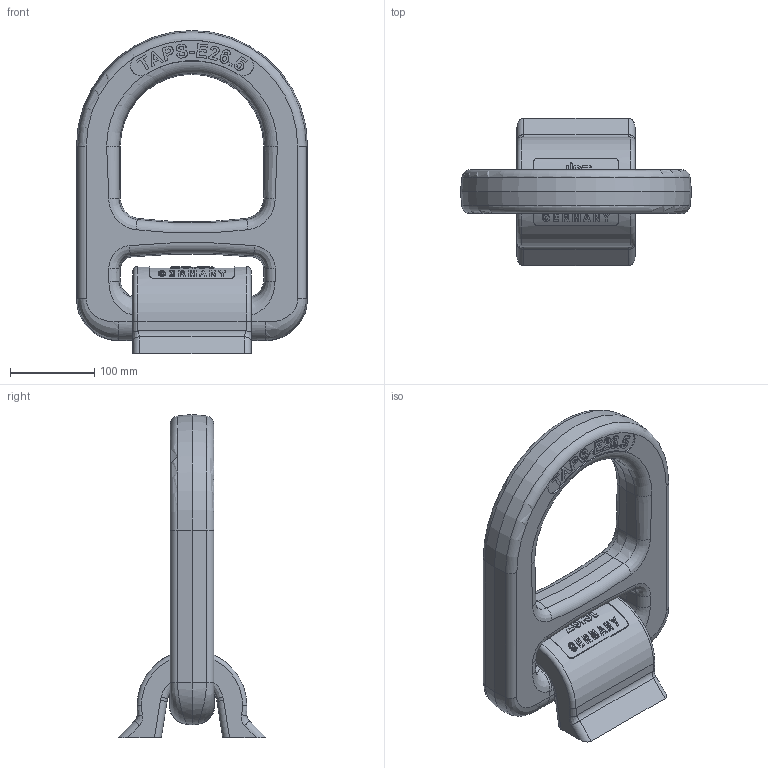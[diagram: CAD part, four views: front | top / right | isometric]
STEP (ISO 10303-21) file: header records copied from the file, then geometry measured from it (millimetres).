
FILE_DESCRIPTION(/* description */ (''),/* implementation_level */ '2;1');
FILE_NAME(/* name */ 'TAPS-E 26.5 0°.stp',/* time_stamp */ '2022-05-23T13:15:21+02:00',/* author */ (''),/* organization */ (''),/* preprocessor_version */ 'ST-DEVELOPER v16',/* originating_system */ 'SIEMENS PLM Software NX 11.0',/* authorisation */ '');
FILE_SCHEMA (('AUTOMOTIVE_DESIGN { 1 0 10303 214 3 1 1 1 }'));
Length unit declared in the file: millimetre
Products named in the file (1): CAD0056459_001
Bounding box: 274 x 175.25 x 383 mm (x, y, z)
Volume: 3810515.9 mm3; surface area: 292849.1 mm2
Topology: 2 solids, 2 shells, 505 faces, 1296 edges, 828 vertices
Faces by surface type: plane 225, bspline 133, cylinder 62, extrusion 55, cone 20, torus 10
Entity records: 24586 total; most frequent: CARTESIAN_POINT 14071, ORIENTED_EDGE 2592, DIRECTION 1463, EDGE_CURVE 1296, VERTEX_POINT 828, B_SPLINE_CURVE_WITH_KNOTS 721, EDGE_LOOP 542, ADVANCED_FACE 505
